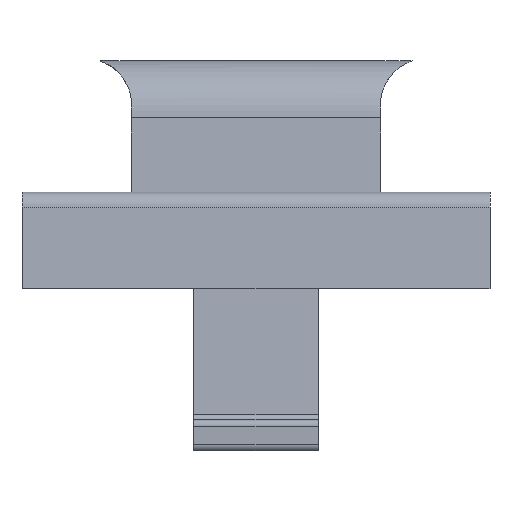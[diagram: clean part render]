
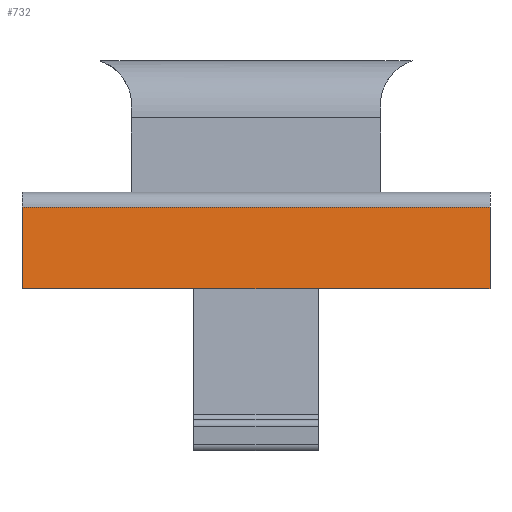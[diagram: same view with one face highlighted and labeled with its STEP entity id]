
A CAD part, left-side view. The second image highlights one B-rep face of the part: STEP entity #732.
In plain terms, the highlighted planar face has unit normal (-0.996, 0, 0.087).
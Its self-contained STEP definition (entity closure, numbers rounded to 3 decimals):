
#87=FACE_OUTER_BOUND('',#127,.T.);
#127=EDGE_LOOP('',(#588,#589,#590,#591,#592,#593));
#172=LINE('',#1113,#246);
#176=LINE('',#1121,#250);
#190=LINE('',#1269,#264);
#191=LINE('',#1271,#265);
#192=LINE('',#1272,#266);
#193=LINE('',#1273,#267);
#246=VECTOR('',#891,1000.);
#250=VECTOR('',#895,1000.);
#264=VECTOR('',#951,1000.);
#265=VECTOR('',#952,1000.);
#266=VECTOR('',#953,1000.);
#267=VECTOR('',#954,1000.);
#320=VERTEX_POINT('',#1111);
#321=VERTEX_POINT('',#1112);
#324=VERTEX_POINT('',#1118);
#325=VERTEX_POINT('',#1120);
#338=VERTEX_POINT('',#1268);
#339=VERTEX_POINT('',#1270);
#396=EDGE_CURVE('',#320,#321,#172,.T.);
#400=EDGE_CURVE('',#325,#324,#176,.T.);
#428=EDGE_CURVE('',#321,#338,#190,.T.);
#429=EDGE_CURVE('',#339,#338,#191,.T.);
#430=EDGE_CURVE('',#325,#339,#192,.T.);
#431=EDGE_CURVE('',#324,#320,#193,.T.);
#588=ORIENTED_EDGE('',*,*,#428,.T.);
#589=ORIENTED_EDGE('',*,*,#429,.F.);
#590=ORIENTED_EDGE('',*,*,#430,.F.);
#591=ORIENTED_EDGE('',*,*,#400,.T.);
#592=ORIENTED_EDGE('',*,*,#431,.T.);
#593=ORIENTED_EDGE('',*,*,#396,.T.);
#699=PLANE('',#804);
#732=ADVANCED_FACE('',(#87),#699,.F.);
#804=AXIS2_PLACEMENT_3D('',#1267,#949,#950);
#891=DIRECTION('',(0.,-1.,0.));
#895=DIRECTION('',(0.,-1.,0.));
#949=DIRECTION('center_axis',(0.996,0.,-0.087));
#950=DIRECTION('ref_axis',(-0.087,0.,-0.996));
#951=DIRECTION('',(0.087,0.,0.996));
#952=DIRECTION('',(0.,-1.,0.));
#953=DIRECTION('',(0.087,0.,0.996));
#954=DIRECTION('',(0.,-1.,0.));
#1111=CARTESIAN_POINT('',(-47.131,-1.995,-6.1));
#1112=CARTESIAN_POINT('',(-47.131,-7.5,-6.1));
#1113=CARTESIAN_POINT('',(-47.131,7.5,-6.1));
#1118=CARTESIAN_POINT('',(-47.131,1.995,-6.1));
#1120=CARTESIAN_POINT('',(-47.131,7.5,-6.1));
#1121=CARTESIAN_POINT('',(-47.131,7.5,-6.1));
#1267=CARTESIAN_POINT('Origin',(-47.131,7.5,-6.1));
#1268=CARTESIAN_POINT('',(-46.903,-7.5,-3.49));
#1269=CARTESIAN_POINT('',(-47.131,-7.5,-6.1));
#1270=CARTESIAN_POINT('',(-46.903,7.5,-3.49));
#1271=CARTESIAN_POINT('',(-46.903,7.5,-3.49));
#1272=CARTESIAN_POINT('',(-47.131,7.5,-6.1));
#1273=CARTESIAN_POINT('',(-47.131,7.5,-6.1));
